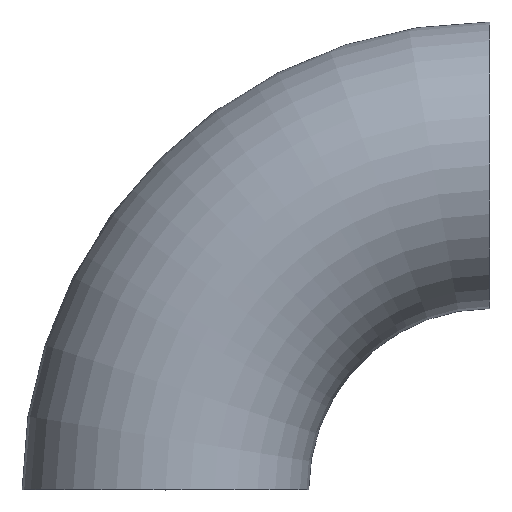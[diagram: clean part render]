
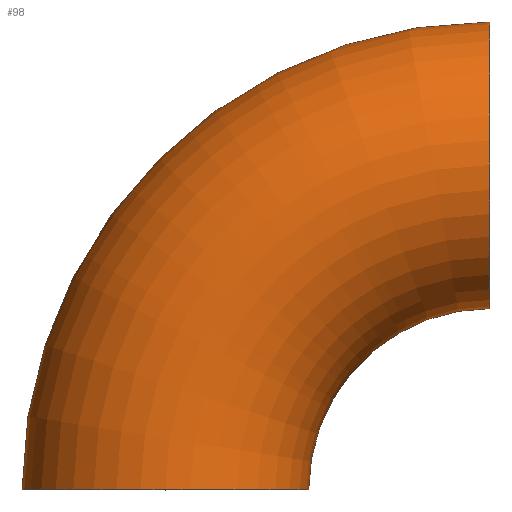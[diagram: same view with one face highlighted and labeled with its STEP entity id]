
A CAD part, top view. The second image highlights one B-rep face of the part: STEP entity #98.
In plain terms, the highlighted toroidal (fillet/blend) face has major radius 48 mm and minor radius 21.2 mm.
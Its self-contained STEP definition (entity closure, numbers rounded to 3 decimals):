
#19 = DIRECTION ( 'NONE',  ( 0., 0., -1. ) ) ;
#24 = CIRCLE ( 'NONE', #197, 21.2 ) ;
#27 = EDGE_LOOP ( 'NONE', ( #217, #205, #97, #191 ) ) ;
#32 = CARTESIAN_POINT ( 'NONE',  ( 0., 0., 0. ) ) ;
#38 = CIRCLE ( 'NONE', #232, 21.2 ) ;
#49 = DIRECTION ( 'NONE',  ( -1., 0., 0. ) ) ;
#50 = CARTESIAN_POINT ( 'NONE',  ( 0., 0., 0. ) ) ;
#52 = AXIS2_PLACEMENT_3D ( 'NONE', #50, #83, #49 ) ;
#72 = CIRCLE ( 'NONE', #144, 26.8 ) ;
#79 = CARTESIAN_POINT ( 'NONE',  ( -69.2, 0., 0. ) ) ;
#82 = DIRECTION ( 'NONE',  ( 1., 0., 0. ) ) ;
#83 = DIRECTION ( 'NONE',  ( 0., 0., -1. ) ) ;
#84 = FACE_OUTER_BOUND ( 'NONE', #27, .T. ) ;
#85 = CARTESIAN_POINT ( 'NONE',  ( 0., 26.8, 0. ) ) ;
#97 = ORIENTED_EDGE ( 'NONE', *, *, #143, .T. ) ;
#98 = ADVANCED_FACE ( 'NONE', ( #84 ), #175, .T. ) ;
#122 = CARTESIAN_POINT ( 'NONE',  ( -48., 0., 0. ) ) ;
#126 = DIRECTION ( 'NONE',  ( 0., 1., 0. ) ) ;
#138 = CARTESIAN_POINT ( 'NONE',  ( 0., 0., 0. ) ) ;
#143 = EDGE_CURVE ( 'NONE', #196, #200, #72, .T. ) ;
#144 = AXIS2_PLACEMENT_3D ( 'NONE', #32, #242, #204 ) ;
#152 = DIRECTION ( 'NONE',  ( 0., 0., -1. ) ) ;
#160 = VERTEX_POINT ( 'NONE', #79 ) ;
#171 = CARTESIAN_POINT ( 'NONE',  ( -26.8, 0., 0. ) ) ;
#173 = AXIS2_PLACEMENT_3D ( 'NONE', #138, #19, #199 ) ;
#175 = TOROIDAL_SURFACE ( 'NONE', #173, 48., 21.2 ) ;
#182 = VERTEX_POINT ( 'NONE', #184 ) ;
#184 = CARTESIAN_POINT ( 'NONE',  ( 0., 69.2, 0. ) ) ;
#189 = EDGE_CURVE ( 'NONE', #182, #200, #24, .T. ) ;
#191 = ORIENTED_EDGE ( 'NONE', *, *, #189, .F. ) ;
#196 = VERTEX_POINT ( 'NONE', #171 ) ;
#197 = AXIS2_PLACEMENT_3D ( 'NONE', #248, #82, #152 ) ;
#199 = DIRECTION ( 'NONE',  ( -1., 0., 0. ) ) ;
#200 = VERTEX_POINT ( 'NONE', #85 ) ;
#204 = DIRECTION ( 'NONE',  ( -1., 0., 0. ) ) ;
#205 = ORIENTED_EDGE ( 'NONE', *, *, #249, .T. ) ;
#217 = ORIENTED_EDGE ( 'NONE', *, *, #223, .F. ) ;
#223 = EDGE_CURVE ( 'NONE', #160, #182, #245, .T. ) ;
#227 = DIRECTION ( 'NONE',  ( 0., 0., -1. ) ) ;
#232 = AXIS2_PLACEMENT_3D ( 'NONE', #122, #126, #227 ) ;
#242 = DIRECTION ( 'NONE',  ( 0., 0., -1. ) ) ;
#245 = CIRCLE ( 'NONE', #52, 69.2 ) ;
#248 = CARTESIAN_POINT ( 'NONE',  ( 0., 48., 0. ) ) ;
#249 = EDGE_CURVE ( 'NONE', #160, #196, #38, .T. ) ;
